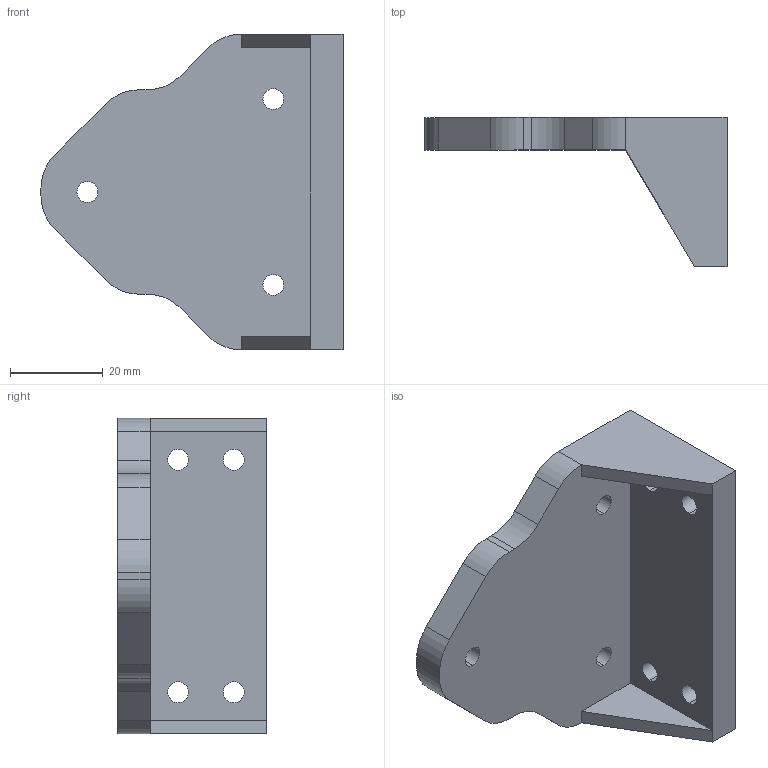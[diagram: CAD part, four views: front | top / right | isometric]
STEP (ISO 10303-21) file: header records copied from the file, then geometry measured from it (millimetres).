
FILE_DESCRIPTION (( 'STEP AP214' ), '1' );
FILE_NAME ('3D Printed, Wheel Carriage, Rear, 2020, Y, V2.STEP', '2021-03-30T05:03:06', ( '' ), ( '' ), 'SwSTEP 2.0', 'SolidWorks 2019', '' );
FILE_SCHEMA (( 'AUTOMOTIVE_DESIGN' ));
Length unit declared in the file: millimetre
Products named in the file (1): 3D Printed, Wheel Carriage, Rear, 2020, Y, V2
Bounding box: 65 x 32 x 68 mm (x, y, z)
Volume: 35547.8 mm3; surface area: 13159.2 mm2
Topology: 1 solids, 1 shells, 40 faces, 110 edges, 72 vertices
Faces by surface type: cylinder 22, plane 18
Entity records: 1348 total; most frequent: DIRECTION 236, CARTESIAN_POINT 223, ORIENTED_EDGE 220, EDGE_CURVE 110, AXIS2_PLACEMENT_3D 85, VERTEX_POINT 72, LINE 66, VECTOR 66
